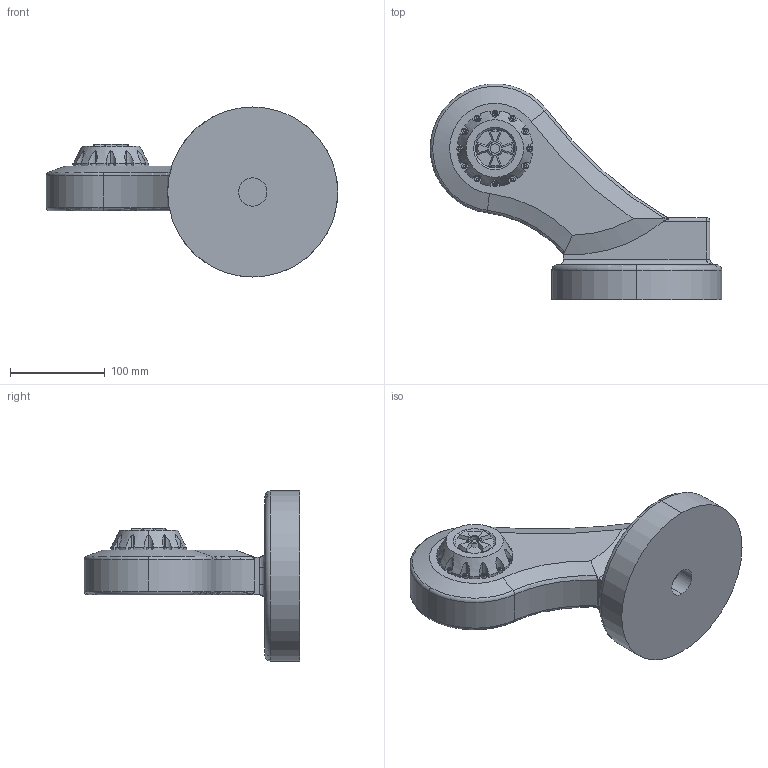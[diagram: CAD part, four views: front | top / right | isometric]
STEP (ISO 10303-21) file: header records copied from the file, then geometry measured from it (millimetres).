
FILE_DESCRIPTION (( 'STEP AP203' ), '1' );
FILE_NAME ('Part2_Default_sldprt.STEP', '2023-08-12T10:40:08', ( '' ), ( '' ), 'SwSTEP 2.0', 'SolidWorks 2023', '' );
FILE_SCHEMA (( 'CONFIG_CONTROL_DESIGN' ));
Length unit declared in the file: millimetre
Products named in the file (1): Part2_Default_sldprt
Bounding box: 308.5 x 228.32 x 180 mm (x, y, z)
Volume: 2313588.5 mm3; surface area: 156937.8 mm2
Topology: 1 solids, 1 shells, 200 faces, 473 edges, 301 vertices
Faces by surface type: cylinder 109, plane 49, cone 17, bspline 12, torus 11, sphere 2
Entity records: 6689 total; most frequent: CARTESIAN_POINT 1987, DIRECTION 1016, ORIENTED_EDGE 938, EDGE_CURVE 469, AXIS2_PLACEMENT_3D 436, VERTEX_POINT 301, CIRCLE 247, EDGE_LOOP 230
